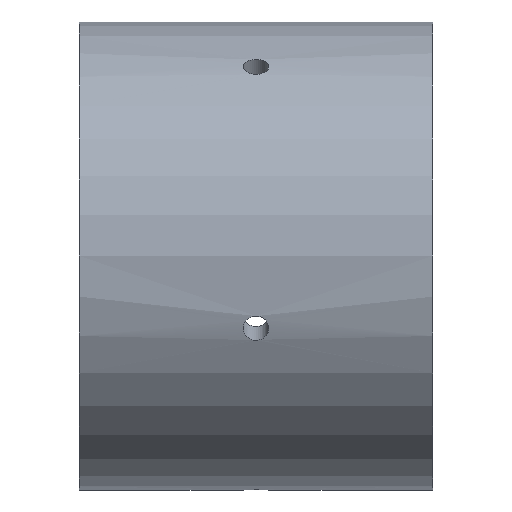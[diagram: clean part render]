
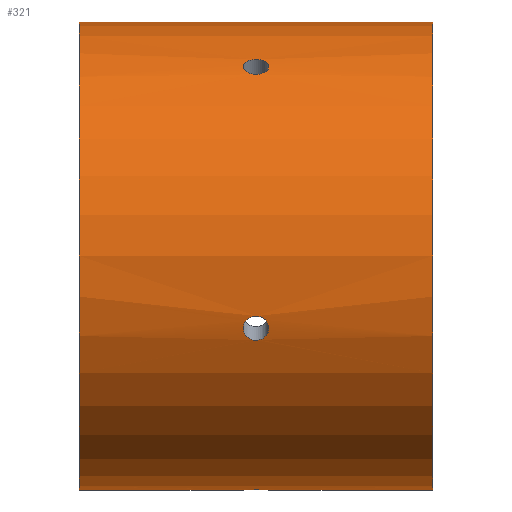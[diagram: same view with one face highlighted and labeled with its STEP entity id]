
A CAD part, front view. The second image highlights one B-rep face of the part: STEP entity #321.
In plain terms, the highlighted cylindrical face has radius 33.655 mm (diameter 67.31 mm), a partial arc.
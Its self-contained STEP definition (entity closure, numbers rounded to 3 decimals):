
#97=CARTESIAN_POINT('Vertex',(50.8,0.,33.655)) ;
#99=CARTESIAN_POINT('Vertex',(50.8,0.,-33.655)) ;
#102=CARTESIAN_POINT('Axis2P3D Location',(50.8,0.,0.)) ;
#186=CARTESIAN_POINT('Axis2P3D Location',(0.,0.,0.)) ;
#190=CARTESIAN_POINT('Vertex',(0.,0.,-33.655)) ;
#192=CARTESIAN_POINT('Vertex',(0.,0.,33.655)) ;
#209=CARTESIAN_POINT('Axis2P3D Location',(25.4,0.,0.)) ;
#214=CARTESIAN_POINT('Line Origine',(25.4,0.,-33.655)) ;
#218=CARTESIAN_POINT('Vertex',(27.229,0.,-33.655)) ;
#221=CARTESIAN_POINT('Line Origine',(25.4,0.,33.655)) ;
#226=CARTESIAN_POINT('Line Origine',(25.4,0.,-33.655)) ;
#230=CARTESIAN_POINT('Vertex',(23.571,0.,-33.655)) ;
#234=CARTESIAN_POINT('Control Point',(23.571,0.,-33.655)) ;
#235=CARTESIAN_POINT('Control Point',(23.571,-0.284,-33.655)) ;
#236=CARTESIAN_POINT('Control Point',(23.626,-0.568,-33.652)) ;
#237=CARTESIAN_POINT('Control Point',(23.737,-0.838,-33.646)) ;
#238=CARTESIAN_POINT('Control Point',(24.098,-1.383,-33.629)) ;
#239=CARTESIAN_POINT('Control Point',(24.66,-1.731,-33.611)) ;
#240=CARTESIAN_POINT('Control Point',(25.017,-1.843,-33.604)) ;
#241=CARTESIAN_POINT('Control Point',(25.906,-1.892,-33.602)) ;
#242=CARTESIAN_POINT('Control Point',(26.701,-1.438,-33.626)) ;
#243=CARTESIAN_POINT('Control Point',(27.053,-1.013,-33.645)) ;
#244=CARTESIAN_POINT('Control Point',(27.229,-0.507,-33.655)) ;
#245=CARTESIAN_POINT('Control Point',(27.229,0.,-33.655)) ;
#256=CARTESIAN_POINT('Control Point',(27.229,-19.782,27.227)) ;
#257=CARTESIAN_POINT('Control Point',(27.229,-20.217,26.912)) ;
#258=CARTESIAN_POINT('Control Point',(27.032,-20.645,26.587)) ;
#259=CARTESIAN_POINT('Control Point',(26.635,-20.987,26.311)) ;
#260=CARTESIAN_POINT('Control Point',(25.535,-21.405,25.972)) ;
#261=CARTESIAN_POINT('Control Point',(24.343,-21.124,26.2)) ;
#262=CARTESIAN_POINT('Control Point',(23.827,-20.764,26.497)) ;
#263=CARTESIAN_POINT('Control Point',(23.571,-20.277,26.868)) ;
#264=CARTESIAN_POINT('Control Point',(23.571,-19.782,27.227)) ;
#265=CARTESIAN_POINT('Vertex',(27.229,-19.782,27.227)) ;
#267=CARTESIAN_POINT('Vertex',(23.571,-19.782,27.227)) ;
#271=CARTESIAN_POINT('Control Point',(23.571,-19.782,27.227)) ;
#272=CARTESIAN_POINT('Control Point',(23.571,-19.552,27.394)) ;
#273=CARTESIAN_POINT('Control Point',(23.626,-19.321,27.559)) ;
#274=CARTESIAN_POINT('Control Point',(23.737,-19.099,27.713)) ;
#275=CARTESIAN_POINT('Control Point',(24.098,-18.647,28.019)) ;
#276=CARTESIAN_POINT('Control Point',(24.66,-18.355,28.21)) ;
#277=CARTESIAN_POINT('Control Point',(25.017,-18.261,28.27)) ;
#278=CARTESIAN_POINT('Control Point',(25.906,-18.22,28.297)) ;
#279=CARTESIAN_POINT('Control Point',(26.701,-18.602,28.049)) ;
#280=CARTESIAN_POINT('Control Point',(27.053,-18.956,27.815)) ;
#281=CARTESIAN_POINT('Control Point',(27.229,-19.372,27.525)) ;
#282=CARTESIAN_POINT('Control Point',(27.229,-19.782,27.227)) ;
#289=CARTESIAN_POINT('Control Point',(27.229,-32.008,-10.4)) ;
#290=CARTESIAN_POINT('Control Point',(27.229,-31.842,-10.911)) ;
#291=CARTESIAN_POINT('Control Point',(27.032,-31.666,-11.419)) ;
#292=CARTESIAN_POINT('Control Point',(26.635,-31.509,-11.829)) ;
#293=CARTESIAN_POINT('Control Point',(25.535,-31.316,-12.331)) ;
#294=CARTESIAN_POINT('Control Point',(24.343,-31.445,-11.994)) ;
#295=CARTESIAN_POINT('Control Point',(23.827,-31.616,-11.56)) ;
#296=CARTESIAN_POINT('Control Point',(23.571,-31.819,-10.982)) ;
#297=CARTESIAN_POINT('Control Point',(23.571,-32.008,-10.4)) ;
#298=CARTESIAN_POINT('Vertex',(27.229,-32.008,-10.4)) ;
#300=CARTESIAN_POINT('Vertex',(23.571,-32.008,-10.4)) ;
#304=CARTESIAN_POINT('Control Point',(23.571,-32.008,-10.4)) ;
#305=CARTESIAN_POINT('Control Point',(23.571,-32.096,-10.13)) ;
#306=CARTESIAN_POINT('Control Point',(23.626,-32.181,-9.859)) ;
#307=CARTESIAN_POINT('Control Point',(23.737,-32.258,-9.6)) ;
#308=CARTESIAN_POINT('Control Point',(24.098,-32.41,-9.076)) ;
#309=CARTESIAN_POINT('Control Point',(24.66,-32.501,-8.74)) ;
#310=CARTESIAN_POINT('Control Point',(25.017,-32.529,-8.631)) ;
#311=CARTESIAN_POINT('Control Point',(25.906,-32.542,-8.584)) ;
#312=CARTESIAN_POINT('Control Point',(26.701,-32.424,-9.023)) ;
#313=CARTESIAN_POINT('Control Point',(27.053,-32.312,-9.433)) ;
#314=CARTESIAN_POINT('Control Point',(27.229,-32.164,-9.918)) ;
#315=CARTESIAN_POINT('Control Point',(27.229,-32.008,-10.4)) ;
#216=VECTOR('Line Direction',#215,1.) ;
#223=VECTOR('Line Direction',#222,1.) ;
#228=VECTOR('Line Direction',#227,1.) ;
#103=DIRECTION('Axis2P3D Direction',(-1.,0.,0.)) ;
#187=DIRECTION('Axis2P3D Direction',(-1.,0.,0.)) ;
#210=DIRECTION('Axis2P3D Direction',(-1.,0.,0.)) ;
#211=DIRECTION('Axis2P3D XDirection',(-0.,0.,1.)) ;
#215=DIRECTION('Vector Direction',(-1.,0.,0.)) ;
#222=DIRECTION('Vector Direction',(-1.,0.,0.)) ;
#227=DIRECTION('Vector Direction',(-1.,0.,0.)) ;
#104=AXIS2_PLACEMENT_3D('Circle Axis2P3D',#102,#103,$) ;
#188=AXIS2_PLACEMENT_3D('Circle Axis2P3D',#186,#187,$) ;
#212=AXIS2_PLACEMENT_3D('Cylinder Axis2P3D',#209,#210,#211) ;
#217=LINE('Line',#214,#216) ;
#224=LINE('Line',#221,#223) ;
#229=LINE('Line',#226,#228) ;
#105=CIRCLE('generated circle',#104,33.655) ;
#189=CIRCLE('generated circle',#188,33.655) ;
#213=CYLINDRICAL_SURFACE('generated cylinder',#212,33.655) ;
#287=FACE_BOUND('',#284,.T.) ;
#320=FACE_BOUND('',#317,.T.) ;
#106=EDGE_CURVE('',#100,#98,#105,.T.) ;
#194=EDGE_CURVE('',#191,#193,#189,.T.) ;
#220=EDGE_CURVE('',#219,#100,#217,.F.) ;
#225=EDGE_CURVE('',#193,#98,#224,.F.) ;
#232=EDGE_CURVE('',#191,#231,#229,.F.) ;
#246=EDGE_CURVE('',#231,#219,#233,.T.) ;
#269=EDGE_CURVE('',#266,#268,#255,.T.) ;
#283=EDGE_CURVE('',#268,#266,#270,.T.) ;
#302=EDGE_CURVE('',#299,#301,#288,.T.) ;
#316=EDGE_CURVE('',#301,#299,#303,.T.) ;
#248=ORIENTED_EDGE('',*,*,#220,.T.) ;
#249=ORIENTED_EDGE('',*,*,#106,.T.) ;
#250=ORIENTED_EDGE('',*,*,#225,.F.) ;
#251=ORIENTED_EDGE('',*,*,#194,.F.) ;
#252=ORIENTED_EDGE('',*,*,#232,.T.) ;
#253=ORIENTED_EDGE('',*,*,#246,.T.) ;
#285=ORIENTED_EDGE('',*,*,#269,.T.) ;
#286=ORIENTED_EDGE('',*,*,#283,.T.) ;
#318=ORIENTED_EDGE('',*,*,#302,.T.) ;
#319=ORIENTED_EDGE('',*,*,#316,.T.) ;
#247=EDGE_LOOP('',(#248,#249,#250,#251,#252,#253)) ;
#284=EDGE_LOOP('',(#285,#286)) ;
#317=EDGE_LOOP('',(#318,#319)) ;
#98=VERTEX_POINT('',#97) ;
#100=VERTEX_POINT('',#99) ;
#191=VERTEX_POINT('',#190) ;
#193=VERTEX_POINT('',#192) ;
#219=VERTEX_POINT('',#218) ;
#231=VERTEX_POINT('',#230) ;
#266=VERTEX_POINT('',#265) ;
#268=VERTEX_POINT('',#267) ;
#299=VERTEX_POINT('',#298) ;
#301=VERTEX_POINT('',#300) ;
#321=ADVANCED_FACE('PartBody',(#254,#287,#320),#213,.T.) ;
#233=B_SPLINE_CURVE_WITH_KNOTS('',5,(#234,#235,#236,#237,#238,#239,#240,#241,#242,#243,#244,#245),.UNSPECIFIED.,.F.,.U.,(6,3,3,6),(8.127,10.135,12.67,16.253),.UNSPECIFIED.) ;
#255=B_SPLINE_CURVE_WITH_KNOTS('',5,(#256,#257,#258,#259,#260,#261,#262,#263,#264),.UNSPECIFIED.,.F.,.U.,(6,3,6),(0.,3.799,8.127),.UNSPECIFIED.) ;
#270=B_SPLINE_CURVE_WITH_KNOTS('',5,(#271,#272,#273,#274,#275,#276,#277,#278,#279,#280,#281,#282),.UNSPECIFIED.,.F.,.U.,(6,3,3,6),(8.127,10.135,12.67,16.253),.UNSPECIFIED.) ;
#288=B_SPLINE_CURVE_WITH_KNOTS('',5,(#289,#290,#291,#292,#293,#294,#295,#296,#297),.UNSPECIFIED.,.F.,.U.,(6,3,6),(0.,3.799,8.127),.UNSPECIFIED.) ;
#303=B_SPLINE_CURVE_WITH_KNOTS('',5,(#304,#305,#306,#307,#308,#309,#310,#311,#312,#313,#314,#315),.UNSPECIFIED.,.F.,.U.,(6,3,3,6),(8.127,10.135,12.67,16.253),.UNSPECIFIED.) ;
#254=FACE_OUTER_BOUND('',#247,.T.) ;
